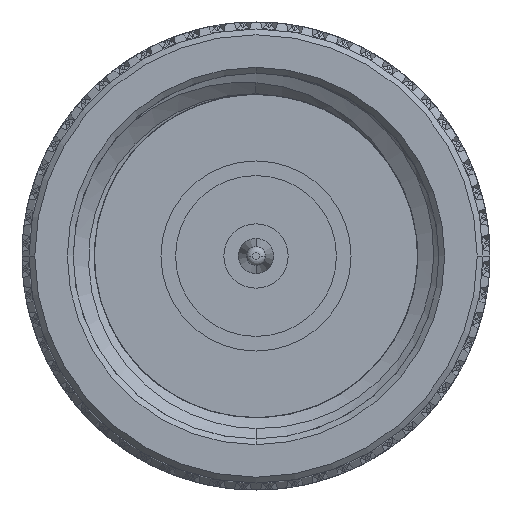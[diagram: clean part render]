
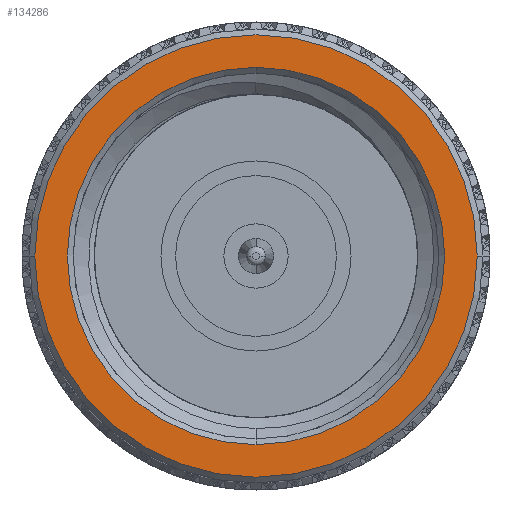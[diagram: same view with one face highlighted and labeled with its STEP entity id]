
A CAD part, left-side view. The second image highlights one B-rep face of the part: STEP entity #134286.
In plain terms, the highlighted planar face has unit normal (-1, 0, 0).
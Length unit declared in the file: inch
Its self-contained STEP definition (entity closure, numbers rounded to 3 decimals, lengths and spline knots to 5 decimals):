
#9891 = AXIS2_PLACEMENT_3D ( 'NONE', #178926, #36655, #107781 ) ;
#13411 = VERTEX_POINT ( 'NONE', #85995 ) ;
#28013 = EDGE_CURVE ( 'NONE', #89777, #13411, #173887, .T. ) ;
#28050 = ORIENTED_EDGE ( 'NONE', *, *, #44701, .T. ) ;
#36655 = DIRECTION ( 'NONE',  ( -1., 0., 0. ) ) ;
#39419 = EDGE_LOOP ( 'NONE', ( #28050, #149681 ) ) ;
#44701 = EDGE_CURVE ( 'NONE', #13411, #89777, #54863, .T. ) ;
#44774 = AXIS2_PLACEMENT_3D ( 'NONE', #151268, #65191, #65797 ) ;
#50409 = PLANE ( 'NONE',  #9891 ) ;
#54863 = CIRCLE ( 'NONE', #44774, 0.3225 ) ;
#55875 = VERTEX_POINT ( 'NONE', #103465 ) ;
#65191 = DIRECTION ( 'NONE',  ( 1., 0., 0. ) ) ;
#65547 = FACE_OUTER_BOUND ( 'NONE', #88938, .T. ) ;
#65797 = DIRECTION ( 'NONE',  ( 0., -1., 0. ) ) ;
#66744 = CARTESIAN_POINT ( 'NONE',  ( 0., 0., 0. ) ) ;
#69854 = ORIENTED_EDGE ( 'NONE', *, *, #84675, .T. ) ;
#72212 = DIRECTION ( 'NONE',  ( -1., 0., 0. ) ) ;
#73764 = AXIS2_PLACEMENT_3D ( 'NONE', #66744, #123474, #153442 ) ;
#77924 = CARTESIAN_POINT ( 'NONE',  ( 0., 0.37809, 0. ) ) ;
#78249 = VERTEX_POINT ( 'NONE', #77924 ) ;
#84675 = EDGE_CURVE ( 'NONE', #55875, #78249, #169384, .T. ) ;
#85995 = CARTESIAN_POINT ( 'NONE',  ( 0., 0., 0.3225 ) ) ;
#88938 = EDGE_LOOP ( 'NONE', ( #157951, #69854 ) ) ;
#88981 = EDGE_CURVE ( 'NONE', #78249, #55875, #153184, .T. ) ;
#89777 = VERTEX_POINT ( 'NONE', #162730 ) ;
#100244 = CARTESIAN_POINT ( 'NONE',  ( 0., 0., 0. ) ) ;
#103465 = CARTESIAN_POINT ( 'NONE',  ( 0., -0.37809, 0. ) ) ;
#107781 = DIRECTION ( 'NONE',  ( 0., -1., 0. ) ) ;
#114576 = DIRECTION ( 'NONE',  ( 0., -1., 0. ) ) ;
#122722 = AXIS2_PLACEMENT_3D ( 'NONE', #139299, #126849, #170493 ) ;
#123474 = DIRECTION ( 'NONE',  ( -1., 0., 0. ) ) ;
#126849 = DIRECTION ( 'NONE',  ( 1., 0., 0. ) ) ;
#127950 = FACE_BOUND ( 'NONE', #39419, .T. ) ;
#134286 = ADVANCED_FACE ( 'NONE', ( #127950, #65547 ), #50409, .T. ) ;
#139299 = CARTESIAN_POINT ( 'NONE',  ( 0., 0., 0. ) ) ;
#149681 = ORIENTED_EDGE ( 'NONE', *, *, #28013, .T. ) ;
#151268 = CARTESIAN_POINT ( 'NONE',  ( 0., 0., 0. ) ) ;
#153184 = CIRCLE ( 'NONE', #175089, 0.37809 ) ;
#153442 = DIRECTION ( 'NONE',  ( 0., -1., 0. ) ) ;
#157951 = ORIENTED_EDGE ( 'NONE', *, *, #88981, .T. ) ;
#162730 = CARTESIAN_POINT ( 'NONE',  ( 0., 0., -0.3225 ) ) ;
#169384 = CIRCLE ( 'NONE', #73764, 0.37809 ) ;
#170493 = DIRECTION ( 'NONE',  ( 0., -1., 0. ) ) ;
#173887 = CIRCLE ( 'NONE', #122722, 0.3225 ) ;
#175089 = AXIS2_PLACEMENT_3D ( 'NONE', #100244, #72212, #114576 ) ;
#178926 = CARTESIAN_POINT ( 'NONE',  ( 0., 0.38809, 0. ) ) ;
